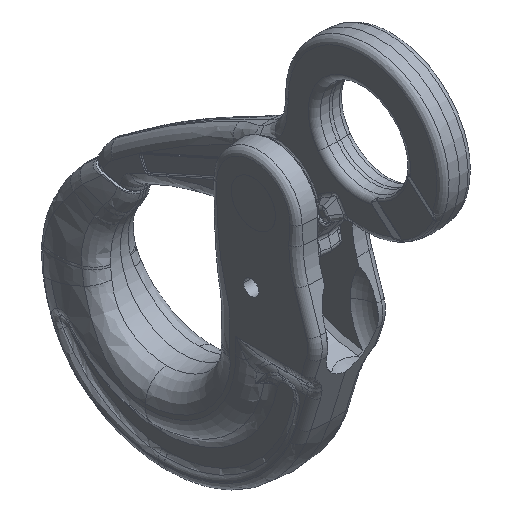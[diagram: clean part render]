
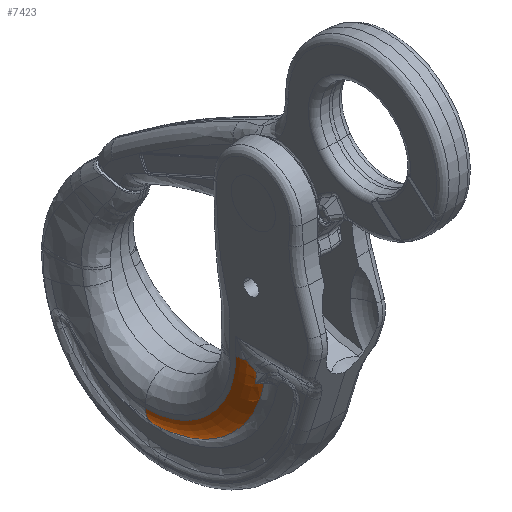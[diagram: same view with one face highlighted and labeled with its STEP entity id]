
A CAD part, isometric view. The second image highlights one B-rep face of the part: STEP entity #7423.
In plain terms, the highlighted toroidal (fillet/blend) face has major radius 71.553 mm and minor radius 18 mm.
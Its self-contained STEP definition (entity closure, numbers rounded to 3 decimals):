
#4974=CARTESIAN_POINT('Vertex',(-29.5,85.368,-183.206)) ;
#6159=CARTESIAN_POINT('Control Point',(-29.5,85.368,-183.206)) ;
#6160=CARTESIAN_POINT('Control Point',(-29.5,78.738,-183.198)) ;
#6161=CARTESIAN_POINT('Control Point',(-29.5,72.108,-182.422)) ;
#6162=CARTESIAN_POINT('Control Point',(-29.5,65.598,-180.878)) ;
#6163=CARTESIAN_POINT('Control Point',(-29.5,53.055,-176.311)) ;
#6164=CARTESIAN_POINT('Control Point',(-29.5,41.887,-168.997)) ;
#6165=CARTESIAN_POINT('Control Point',(-29.5,36.754,-164.706)) ;
#6166=CARTESIAN_POINT('Control Point',(-29.5,27.574,-155.014)) ;
#6167=CARTESIAN_POINT('Control Point',(-29.5,20.853,-143.48)) ;
#6168=CARTESIAN_POINT('Control Point',(-29.5,18.178,-137.347)) ;
#6169=CARTESIAN_POINT('Control Point',(-29.5,15.486,-128.485)) ;
#6170=CARTESIAN_POINT('Control Point',(-29.5,14.248,-119.358)) ;
#6171=CARTESIAN_POINT('Control Point',(-29.5,14.017,-116.795)) ;
#6172=CARTESIAN_POINT('Control Point',(-29.5,13.902,-114.224)) ;
#6173=CARTESIAN_POINT('Control Point',(-29.5,13.902,-111.654)) ;
#6174=CARTESIAN_POINT('Vertex',(-29.5,13.902,-111.654)) ;
#6588=CARTESIAN_POINT('Vertex',(-20.846,85.368,-198.59)) ;
#6592=CARTESIAN_POINT('Control Point',(-20.846,85.368,-198.59)) ;
#6593=CARTESIAN_POINT('Control Point',(-23.999,85.366,-196.674)) ;
#6594=CARTESIAN_POINT('Control Point',(-26.662,85.365,-193.951)) ;
#6595=CARTESIAN_POINT('Control Point',(-28.555,85.366,-190.586)) ;
#6596=CARTESIAN_POINT('Control Point',(-29.5,85.367,-186.896)) ;
#6597=CARTESIAN_POINT('Control Point',(-29.5,85.368,-183.206)) ;
#7323=CARTESIAN_POINT('Axis2P3D Location',(-11.5,13.902,-111.654)) ;
#7327=CARTESIAN_POINT('Vertex',(-27.978,6.658,-111.654)) ;
#7353=CARTESIAN_POINT('Axis2P3D Location',(-11.5,85.455,-111.654)) ;
#7359=CARTESIAN_POINT('Control Point',(-20.846,-0.027,-127.487)) ;
#7360=CARTESIAN_POINT('Control Point',(-20.846,0.632,-131.049)) ;
#7361=CARTESIAN_POINT('Control Point',(-20.846,1.481,-134.597)) ;
#7362=CARTESIAN_POINT('Control Point',(-20.846,2.52,-138.107)) ;
#7363=CARTESIAN_POINT('Control Point',(-20.846,4.968,-145.024)) ;
#7364=CARTESIAN_POINT('Control Point',(-20.846,8.145,-151.673)) ;
#7365=CARTESIAN_POINT('Control Point',(-20.846,9.912,-154.917)) ;
#7366=CARTESIAN_POINT('Control Point',(-20.846,13.781,-161.199)) ;
#7367=CARTESIAN_POINT('Control Point',(-20.846,18.29,-167.035)) ;
#7368=CARTESIAN_POINT('Control Point',(-20.846,20.697,-169.833)) ;
#7369=CARTESIAN_POINT('Control Point',(-20.846,25.804,-175.164)) ;
#7370=CARTESIAN_POINT('Control Point',(-20.846,31.42,-179.906)) ;
#7371=CARTESIAN_POINT('Control Point',(-20.846,34.337,-182.114)) ;
#7372=CARTESIAN_POINT('Control Point',(-20.846,41.314,-186.848)) ;
#7373=CARTESIAN_POINT('Control Point',(-20.846,48.764,-190.683)) ;
#7374=CARTESIAN_POINT('Control Point',(-20.846,53.13,-192.565)) ;
#7375=CARTESIAN_POINT('Control Point',(-20.846,62.043,-195.709)) ;
#7376=CARTESIAN_POINT('Control Point',(-20.846,71.27,-197.618)) ;
#7377=CARTESIAN_POINT('Control Point',(-20.846,75.932,-198.259)) ;
#7378=CARTESIAN_POINT('Control Point',(-20.846,80.639,-198.585)) ;
#7379=CARTESIAN_POINT('Control Point',(-20.846,85.368,-198.59)) ;
#7380=CARTESIAN_POINT('Vertex',(-20.846,-0.027,-127.487)) ;
#7384=CARTESIAN_POINT('Control Point',(-20.846,-0.027,-127.487)) ;
#7385=CARTESIAN_POINT('Control Point',(-22.299,0.881,-127.542)) ;
#7386=CARTESIAN_POINT('Control Point',(-23.622,2.,-127.611)) ;
#7387=CARTESIAN_POINT('Control Point',(-24.763,3.284,-127.696)) ;
#7388=CARTESIAN_POINT('Vertex',(-24.763,3.284,-127.696)) ;
#7391=CARTESIAN_POINT('Axis2P3D Location',(-24.763,85.455,-111.654)) ;
#7395=CARTESIAN_POINT('Vertex',(-24.763,2.095,-119.431)) ;
#7399=CARTESIAN_POINT('Control Point',(-24.763,2.095,-119.431)) ;
#7400=CARTESIAN_POINT('Control Point',(-25.079,2.386,-118.842)) ;
#7401=CARTESIAN_POINT('Control Point',(-25.386,2.701,-118.265)) ;
#7402=CARTESIAN_POINT('Control Point',(-25.682,3.04,-117.705)) ;
#7403=CARTESIAN_POINT('Vertex',(-25.682,3.04,-117.705)) ;
#7407=CARTESIAN_POINT('Control Point',(-27.978,6.658,-111.654)) ;
#7408=CARTESIAN_POINT('Control Point',(-27.57,5.729,-113.206)) ;
#7409=CARTESIAN_POINT('Control Point',(-27.066,4.814,-114.745)) ;
#7410=CARTESIAN_POINT('Control Point',(-26.447,3.915,-116.257)) ;
#7411=CARTESIAN_POINT('Control Point',(-25.682,3.04,-117.705)) ;
#7324=DIRECTION('Axis2P3D Direction',(0.,0.,1.)) ;
#7354=DIRECTION('Axis2P3D Direction',(-1.,0.,0.)) ;
#7355=DIRECTION('Axis2P3D XDirection',(0.,-0.001,-1.)) ;
#7392=DIRECTION('Axis2P3D Direction',(-1.,0.,0.)) ;
#7325=AXIS2_PLACEMENT_3D('Circle Axis2P3D',#7323,#7324,$) ;
#7356=AXIS2_PLACEMENT_3D('Torus Axis2P3D',#7353,#7354,#7355) ;
#7393=AXIS2_PLACEMENT_3D('Circle Axis2P3D',#7391,#7392,$) ;
#7414=ORIENTED_EDGE('',*,*,#7382,.F.) ;
#7415=ORIENTED_EDGE('',*,*,#7390,.T.) ;
#7416=ORIENTED_EDGE('',*,*,#7397,.T.) ;
#7417=ORIENTED_EDGE('',*,*,#7405,.T.) ;
#7418=ORIENTED_EDGE('',*,*,#7412,.T.) ;
#7419=ORIENTED_EDGE('',*,*,#7329,.F.) ;
#7420=ORIENTED_EDGE('',*,*,#6176,.F.) ;
#7421=ORIENTED_EDGE('',*,*,#6598,.F.) ;
#7423=ADVANCED_FACE('\X2\52A05DE55716\X0\',(#7422),#7357,.T.) ;
#6158=B_SPLINE_CURVE_WITH_KNOTS('',5,(#6159,#6160,#6161,#6162,#6163,#6164,#6165,#6166,#6167,#6168,#6169,#6170,#6171,#6172,#6173),.UNSPECIFIED.,.F.,.U.,(6,3,3,3,6),(0.,46.884,93.767,140.651,158.826),.UNSPECIFIED.) ;
#6591=B_SPLINE_CURVE_WITH_KNOTS('',5,(#6592,#6593,#6594,#6595,#6596,#6597),.UNSPECIFIED.,.F.,.U.,(6,6),(0.,23.937),.UNSPECIFIED.) ;
#7358=B_SPLINE_CURVE_WITH_KNOTS('',5,(#7359,#7360,#7361,#7362,#7363,#7364,#7365,#7366,#7367,#7368,#7369,#7370,#7371,#7372,#7373,#7374,#7375,#7376,#7377,#7378,#7379),.UNSPECIFIED.,.F.,.U.,(6,3,3,3,3,3,6),(0.,23.611,47.223,70.721,94.219,125.284,156.25),.UNSPECIFIED.) ;
#7383=B_SPLINE_CURVE_WITH_KNOTS('',3,(#7384,#7385,#7386,#7387),.UNSPECIFIED.,.F.,.U.,(4,4),(0.,7.283),.UNSPECIFIED.) ;
#7398=B_SPLINE_CURVE_WITH_KNOTS('',3,(#7399,#7400,#7401,#7402),.UNSPECIFIED.,.F.,.U.,(4,4),(0.,2.957),.UNSPECIFIED.) ;
#7406=B_SPLINE_CURVE_WITH_KNOTS('',4,(#7407,#7408,#7409,#7410,#7411),.UNSPECIFIED.,.F.,.U.,(5,5),(0.,10.15),.UNSPECIFIED.) ;
#7326=CIRCLE('generated circle',#7325,18.) ;
#7394=CIRCLE('generated circle',#7393,83.722) ;
#7357=TOROIDAL_SURFACE('homeo Torus',#7356,71.553,18.) ;
#6176=EDGE_CURVE('',#4975,#6175,#6158,.T.) ;
#6598=EDGE_CURVE('',#6589,#4975,#6591,.T.) ;
#7329=EDGE_CURVE('',#6175,#7328,#7326,.T.) ;
#7382=EDGE_CURVE('',#7381,#6589,#7358,.T.) ;
#7390=EDGE_CURVE('',#7381,#7389,#7383,.T.) ;
#7397=EDGE_CURVE('',#7389,#7396,#7394,.T.) ;
#7405=EDGE_CURVE('',#7396,#7404,#7398,.T.) ;
#7412=EDGE_CURVE('',#7404,#7328,#7406,.F.) ;
#7413=EDGE_LOOP('',(#7414,#7415,#7416,#7417,#7418,#7419,#7420,#7421)) ;
#7422=FACE_OUTER_BOUND('',#7413,.T.) ;
#4975=VERTEX_POINT('',#4974) ;
#6175=VERTEX_POINT('',#6174) ;
#6589=VERTEX_POINT('',#6588) ;
#7328=VERTEX_POINT('',#7327) ;
#7381=VERTEX_POINT('',#7380) ;
#7389=VERTEX_POINT('',#7388) ;
#7396=VERTEX_POINT('',#7395) ;
#7404=VERTEX_POINT('',#7403) ;
